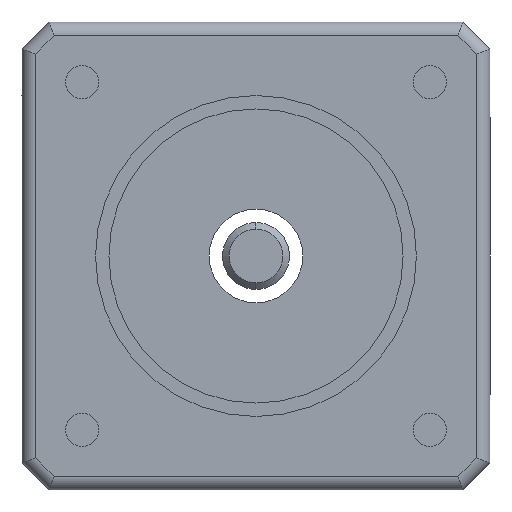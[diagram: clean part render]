
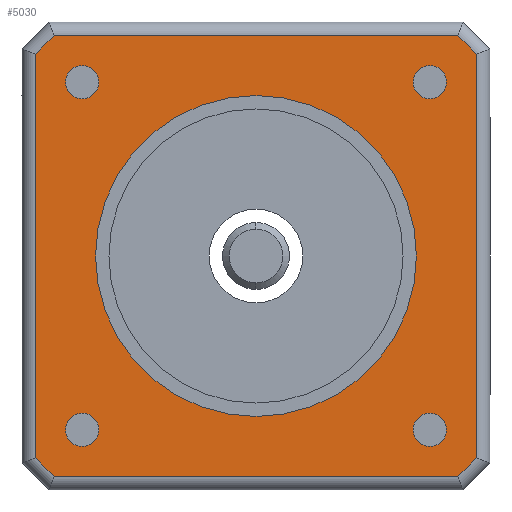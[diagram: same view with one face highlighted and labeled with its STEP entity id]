
A CAD part, left-side view. The second image highlights one B-rep face of the part: STEP entity #5030.
In plain terms, the highlighted planar face has unit normal (-1, 0, 0).
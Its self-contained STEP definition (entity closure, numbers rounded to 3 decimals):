
#1149=DIRECTION('',(0.,-1.,0.));
#1150=VECTOR('',#1149,30.172);
#1151=CARTESIAN_POINT('',(-13.425,15.086,-16.5));
#1152=LINE('',#1151,#1150);
#1153=CARTESIAN_POINT('',(-13.425,-15.086,-16.5));
#1167=CARTESIAN_POINT('',(-13.425,15.086,-16.5));
#1354=DIRECTION('',(0.,0.,-1.));
#1355=VECTOR('',#1354,30.172);
#1356=CARTESIAN_POINT('',(-13.425,16.5,15.086));
#1357=LINE('',#1356,#1355);
#1358=CARTESIAN_POINT('',(-13.425,16.5,-15.086));
#1372=CARTESIAN_POINT('',(-13.425,16.5,15.086));
#1407=DIRECTION('',(0.,1.,0.));
#1408=VECTOR('',#1407,30.172);
#1409=CARTESIAN_POINT('',(-13.425,-15.086,16.5));
#1410=LINE('',#1409,#1408);
#1411=CARTESIAN_POINT('',(-13.425,15.086,16.5));
#1421=CARTESIAN_POINT('',(-13.425,-15.086,16.5));
#1435=DIRECTION('',(0.,-0.707,0.707));
#1436=VECTOR('',#1435,2.);
#1437=CARTESIAN_POINT('',(-13.425,16.5,15.086));
#1438=LINE('',#1437,#1436);
#1439=DIRECTION('',(0.,-0.707,-0.707));
#1440=VECTOR('',#1439,2.);
#1441=CARTESIAN_POINT('',(-13.425,-15.086,16.5));
#1442=LINE('',#1441,#1440);
#1443=DIRECTION('',(0.,0.707,-0.707));
#1444=VECTOR('',#1443,2.);
#1445=CARTESIAN_POINT('',(-13.425,-16.5,-15.086));
#1446=LINE('',#1445,#1444);
#1447=DIRECTION('',(0.,0.707,0.707));
#1448=VECTOR('',#1447,2.);
#1449=CARTESIAN_POINT('',(-13.425,15.086,-16.5));
#1450=LINE('',#1449,#1448);
#1451=CARTESIAN_POINT('',(-13.425,0.,0.));
#1452=DIRECTION('',(-1.,0.,0.));
#1453=DIRECTION('',(0.,1.,0.));
#1454=AXIS2_PLACEMENT_3D('',#1451,#1452,#1453);
#1456=CARTESIAN_POINT('',(-13.425,0.,0.));
#1457=DIRECTION('',(-1.,0.,0.));
#1458=DIRECTION('',(0.,-1.,0.));
#1459=AXIS2_PLACEMENT_3D('',#1456,#1457,#1458);
#1461=CARTESIAN_POINT('',(-13.425,13.,13.));
#1462=DIRECTION('',(-1.,0.,0.));
#1463=DIRECTION('',(0.,1.,0.));
#1464=AXIS2_PLACEMENT_3D('',#1461,#1462,#1463);
#1466=CARTESIAN_POINT('',(-13.425,13.,13.));
#1467=DIRECTION('',(-1.,0.,0.));
#1468=DIRECTION('',(0.,-1.,0.));
#1469=AXIS2_PLACEMENT_3D('',#1466,#1467,#1468);
#1471=CARTESIAN_POINT('',(-13.425,13.,-13.));
#1472=DIRECTION('',(-1.,0.,0.));
#1473=DIRECTION('',(0.,0.,-1.));
#1474=AXIS2_PLACEMENT_3D('',#1471,#1472,#1473);
#1476=CARTESIAN_POINT('',(-13.425,13.,-13.));
#1477=DIRECTION('',(-1.,0.,0.));
#1478=DIRECTION('',(0.,0.,1.));
#1479=AXIS2_PLACEMENT_3D('',#1476,#1477,#1478);
#1481=CARTESIAN_POINT('',(-13.425,-13.,-13.));
#1482=DIRECTION('',(-1.,0.,0.));
#1483=DIRECTION('',(0.,-1.,0.));
#1484=AXIS2_PLACEMENT_3D('',#1481,#1482,#1483);
#1486=CARTESIAN_POINT('',(-13.425,-13.,-13.));
#1487=DIRECTION('',(-1.,0.,0.));
#1488=DIRECTION('',(0.,1.,0.));
#1489=AXIS2_PLACEMENT_3D('',#1486,#1487,#1488);
#1491=CARTESIAN_POINT('',(-13.425,-13.,13.));
#1492=DIRECTION('',(-1.,0.,0.));
#1493=DIRECTION('',(0.,0.,1.));
#1494=AXIS2_PLACEMENT_3D('',#1491,#1492,#1493);
#1496=CARTESIAN_POINT('',(-13.425,-13.,13.));
#1497=DIRECTION('',(-1.,0.,0.));
#1498=DIRECTION('',(0.,0.,-1.));
#1499=AXIS2_PLACEMENT_3D('',#1496,#1497,#1498);
#1505=DIRECTION('',(0.,0.,1.));
#1506=VECTOR('',#1505,30.172);
#1507=CARTESIAN_POINT('',(-13.425,-16.5,-15.086));
#1508=LINE('',#1507,#1506);
#3299=VERTEX_POINT('',#1153);
#3300=CARTESIAN_POINT('',(-13.425,-16.5,-15.086));
#3301=VERTEX_POINT('',#3300);
#3302=VERTEX_POINT('',#1167);
#3305=VERTEX_POINT('',#1358);
#3341=VERTEX_POINT('',#1372);
#3342=VERTEX_POINT('',#1411);
#3343=VERTEX_POINT('',#1421);
#3344=CARTESIAN_POINT('',(-13.425,-16.5,15.086));
#3345=VERTEX_POINT('',#3344);
#3346=CARTESIAN_POINT('',(-13.425,12.,0.));
#3347=CARTESIAN_POINT('',(-13.425,-12.,0.));
#3348=VERTEX_POINT('',#3346);
#3349=VERTEX_POINT('',#3347);
#3350=CARTESIAN_POINT('',(-13.425,14.25,13.));
#3351=CARTESIAN_POINT('',(-13.425,11.75,13.));
#3352=VERTEX_POINT('',#3350);
#3353=VERTEX_POINT('',#3351);
#3354=CARTESIAN_POINT('',(-13.425,13.,-14.25));
#3355=CARTESIAN_POINT('',(-13.425,13.,-11.75));
#3356=VERTEX_POINT('',#3354);
#3357=VERTEX_POINT('',#3355);
#3358=CARTESIAN_POINT('',(-13.425,-14.25,-13.));
#3359=CARTESIAN_POINT('',(-13.425,-11.75,-13.));
#3360=VERTEX_POINT('',#3358);
#3361=VERTEX_POINT('',#3359);
#3362=CARTESIAN_POINT('',(-13.425,-13.,14.25));
#3363=CARTESIAN_POINT('',(-13.425,-13.,11.75));
#3364=VERTEX_POINT('',#3362);
#3365=VERTEX_POINT('',#3363);
#4984=CARTESIAN_POINT('',(-13.425,0.,0.));
#4985=DIRECTION('',(-1.,0.,0.));
#4986=DIRECTION('',(0.,0.,-1.));
#4987=AXIS2_PLACEMENT_3D('',#4984,#4985,#4986);
#4988=PLANE('',#4987);
#4989=ORIENTED_EDGE('',*,*,#4909,.F.);
#4990=ORIENTED_EDGE('',*,*,#4924,.T.);
#4991=ORIENTED_EDGE('',*,*,#4963,.F.);
#4992=ORIENTED_EDGE('',*,*,#4974,.T.);
#4994=ORIENTED_EDGE('',*,*,#4993,.F.);
#4995=ORIENTED_EDGE('',*,*,#4713,.T.);
#4996=ORIENTED_EDGE('',*,*,#4728,.F.);
#4997=ORIENTED_EDGE('',*,*,#4743,.T.);
#4998=EDGE_LOOP('',(#4989,#4990,#4991,#4992,#4994,#4995,#4996,#4997));
#4999=FACE_OUTER_BOUND('',#4998,.F.);
#5001=ORIENTED_EDGE('',*,*,#5000,.T.);
#5003=ORIENTED_EDGE('',*,*,#5002,.T.);
#5004=EDGE_LOOP('',(#5001,#5003));
#5005=FACE_BOUND('',#5004,.F.);
#5007=ORIENTED_EDGE('',*,*,#5006,.T.);
#5009=ORIENTED_EDGE('',*,*,#5008,.T.);
#5010=EDGE_LOOP('',(#5007,#5009));
#5011=FACE_BOUND('',#5010,.F.);
#5013=ORIENTED_EDGE('',*,*,#5012,.T.);
#5015=ORIENTED_EDGE('',*,*,#5014,.T.);
#5016=EDGE_LOOP('',(#5013,#5015));
#5017=FACE_BOUND('',#5016,.F.);
#5019=ORIENTED_EDGE('',*,*,#5018,.T.);
#5021=ORIENTED_EDGE('',*,*,#5020,.T.);
#5022=EDGE_LOOP('',(#5019,#5021));
#5023=FACE_BOUND('',#5022,.F.);
#5025=ORIENTED_EDGE('',*,*,#5024,.T.);
#5027=ORIENTED_EDGE('',*,*,#5026,.T.);
#5028=EDGE_LOOP('',(#5025,#5027));
#5029=FACE_BOUND('',#5028,.F.);
#5030=ADVANCED_FACE('',(#4999,#5005,#5011,#5017,#5023,#5029),#4988,.T.);
#1455=CIRCLE('',#1454,12.);
#1460=CIRCLE('',#1459,12.);
#1465=CIRCLE('',#1464,1.25);
#1470=CIRCLE('',#1469,1.25);
#1475=CIRCLE('',#1474,1.25);
#1480=CIRCLE('',#1479,1.25);
#1485=CIRCLE('',#1484,1.25);
#1490=CIRCLE('',#1489,1.25);
#1495=CIRCLE('',#1494,1.25);
#1500=CIRCLE('',#1499,1.25);
#4713=EDGE_CURVE('',#3301,#3299,#1446,.T.);
#4728=EDGE_CURVE('',#3302,#3299,#1152,.T.);
#4743=EDGE_CURVE('',#3302,#3305,#1450,.T.);
#4909=EDGE_CURVE('',#3341,#3305,#1357,.T.);
#4924=EDGE_CURVE('',#3341,#3342,#1438,.T.);
#4963=EDGE_CURVE('',#3343,#3342,#1410,.T.);
#4974=EDGE_CURVE('',#3343,#3345,#1442,.T.);
#4993=EDGE_CURVE('',#3301,#3345,#1508,.T.);
#5000=EDGE_CURVE('',#3348,#3349,#1455,.T.);
#5002=EDGE_CURVE('',#3349,#3348,#1460,.T.);
#5006=EDGE_CURVE('',#3352,#3353,#1465,.T.);
#5008=EDGE_CURVE('',#3353,#3352,#1470,.T.);
#5012=EDGE_CURVE('',#3356,#3357,#1475,.T.);
#5014=EDGE_CURVE('',#3357,#3356,#1480,.T.);
#5018=EDGE_CURVE('',#3360,#3361,#1485,.T.);
#5020=EDGE_CURVE('',#3361,#3360,#1490,.T.);
#5024=EDGE_CURVE('',#3364,#3365,#1495,.T.);
#5026=EDGE_CURVE('',#3365,#3364,#1500,.T.);
